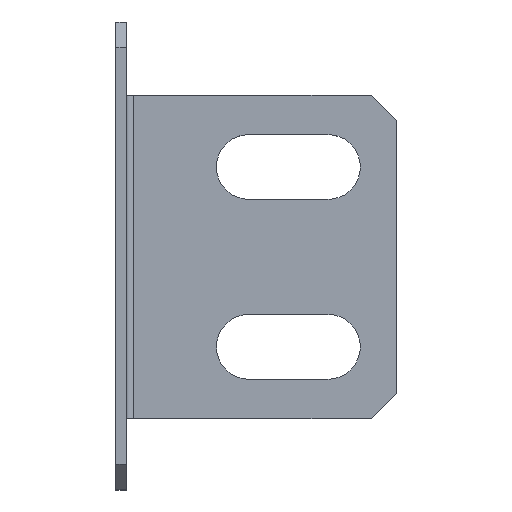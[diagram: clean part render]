
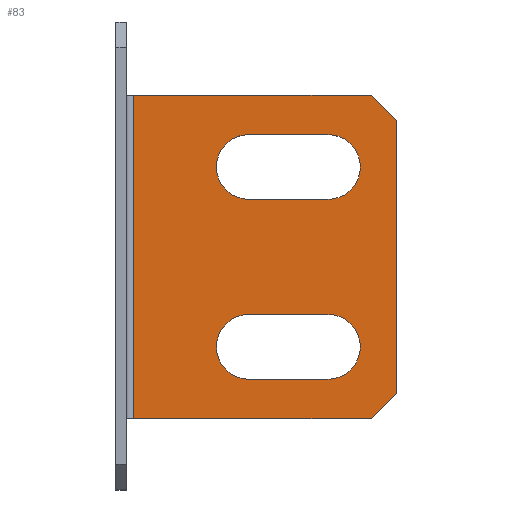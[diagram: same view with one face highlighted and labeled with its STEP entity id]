
A CAD part, top view. The second image highlights one B-rep face of the part: STEP entity #83.
In plain terms, the highlighted planar face has unit normal (0, 0, 1).
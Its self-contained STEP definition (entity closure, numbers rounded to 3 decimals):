
#39 = ORIENTED_EDGE ( 'NONE', *, *, #134, .F. ) ;
#54 = DIRECTION ( 'NONE',  ( 0., -1., 0. ) ) ;
#56 = VECTOR ( 'NONE', #1367, 1000. ) ;
#79 = PLANE ( 'NONE',  #251 ) ;
#81 = DIRECTION ( 'NONE',  ( 0., 0., -1. ) ) ;
#83 = ADVANCED_FACE ( 'NONE', ( #1002, #1103, #96 ), #79, .F. ) ;
#84 = DIRECTION ( 'NONE',  ( 0., 0., 1. ) ) ;
#92 = CARTESIAN_POINT ( 'NONE',  ( 29.5, 12.5, 1.5 ) ) ;
#96 = FACE_OUTER_BOUND ( 'NONE', #130, .T. ) ;
#100 = DIRECTION ( 'NONE',  ( 0., 0., 1. ) ) ;
#105 = DIRECTION ( 'NONE',  ( 1., 0., 0. ) ) ;
#108 = EDGE_CURVE ( 'NONE', #1203, #401, #1355, .T. ) ;
#130 = EDGE_LOOP ( 'NONE', ( #928, #575, #1443, #230, #269, #229 ) ) ;
#134 = EDGE_CURVE ( 'NONE', #942, #1271, #1462, .T. ) ;
#144 = CIRCLE ( 'NONE', #1375, 4.5 ) ;
#163 = VECTOR ( 'NONE', #543, 1000. ) ;
#166 = CARTESIAN_POINT ( 'NONE',  ( 39., 19., 1.5 ) ) ;
#178 = ORIENTED_EDGE ( 'NONE', *, *, #483, .F. ) ;
#195 = VERTEX_POINT ( 'NONE', #915 ) ;
#224 = EDGE_CURVE ( 'NONE', #401, #1281, #309, .T. ) ;
#229 = ORIENTED_EDGE ( 'NONE', *, *, #248, .T. ) ;
#230 = ORIENTED_EDGE ( 'NONE', *, *, #1073, .T. ) ;
#231 = CARTESIAN_POINT ( 'NONE',  ( 29.5, -12.5, 1.5 ) ) ;
#237 = LINE ( 'NONE', #1466, #704 ) ;
#248 = EDGE_CURVE ( 'NONE', #321, #1130, #419, .T. ) ;
#251 = AXIS2_PLACEMENT_3D ( 'NONE', #1446, #81, #1012 ) ;
#269 = ORIENTED_EDGE ( 'NONE', *, *, #1009, .F. ) ;
#289 = CARTESIAN_POINT ( 'NONE',  ( 29.5, -17., 1.5 ) ) ;
#308 = VERTEX_POINT ( 'NONE', #481 ) ;
#309 = CIRCLE ( 'NONE', #1368, 4.5 ) ;
#321 = VERTEX_POINT ( 'NONE', #934 ) ;
#323 = LINE ( 'NONE', #1227, #163 ) ;
#324 = CARTESIAN_POINT ( 'NONE',  ( 18.5, 12.5, 1.5 ) ) ;
#350 = AXIS2_PLACEMENT_3D ( 'NONE', #766, #84, #1216 ) ;
#352 = DIRECTION ( 'NONE',  ( 0.707, 0.707, 0. ) ) ;
#360 = ORIENTED_EDGE ( 'NONE', *, *, #901, .F. ) ;
#401 = VERTEX_POINT ( 'NONE', #1412 ) ;
#416 = EDGE_CURVE ( 'NONE', #1271, #667, #453, .T. ) ;
#419 = LINE ( 'NONE', #1250, #1123 ) ;
#422 = CARTESIAN_POINT ( 'NONE',  ( 29.5, 17., 1.5 ) ) ;
#427 = VERTEX_POINT ( 'NONE', #166 ) ;
#437 = DIRECTION ( 'NONE',  ( 1., 0., 0. ) ) ;
#447 = DIRECTION ( 'NONE',  ( 0., 0., 1. ) ) ;
#453 = LINE ( 'NONE', #1293, #876 ) ;
#456 = AXIS2_PLACEMENT_3D ( 'NONE', #1001, #895, #1238 ) ;
#457 = DIRECTION ( 'NONE',  ( -1., 0., 0. ) ) ;
#458 = DIRECTION ( 'NONE',  ( 0., 0., 1. ) ) ;
#469 = DIRECTION ( 'NONE',  ( -1., 0., 0. ) ) ;
#481 = CARTESIAN_POINT ( 'NONE',  ( 18.5, -8., 1.5 ) ) ;
#483 = EDGE_CURVE ( 'NONE', #1281, #308, #1352, .T. ) ;
#491 = VERTEX_POINT ( 'NONE', #1193 ) ;
#509 = EDGE_CURVE ( 'NONE', #667, #898, #144, .T. ) ;
#526 = CARTESIAN_POINT ( 'NONE',  ( 18.5, 8., 1.5 ) ) ;
#543 = DIRECTION ( 'NONE',  ( -0.707, 0.707, 0. ) ) ;
#575 = ORIENTED_EDGE ( 'NONE', *, *, #820, .T. ) ;
#581 = CARTESIAN_POINT ( 'NONE',  ( 2.5, 32.5, 1.5 ) ) ;
#597 = VECTOR ( 'NONE', #926, 1000. ) ;
#610 = ORIENTED_EDGE ( 'NONE', *, *, #1197, .F. ) ;
#613 = CARTESIAN_POINT ( 'NONE',  ( 29.5, 8., 1.5 ) ) ;
#633 = VECTOR ( 'NONE', #457, 1000. ) ;
#634 = CARTESIAN_POINT ( 'NONE',  ( 2.5, 22.5, 1.5 ) ) ;
#665 = DIRECTION ( 'NONE',  ( 1., 0., 0. ) ) ;
#667 = VERTEX_POINT ( 'NONE', #967 ) ;
#684 = ORIENTED_EDGE ( 'NONE', *, *, #841, .F. ) ;
#704 = VECTOR ( 'NONE', #665, 1000. ) ;
#730 = DIRECTION ( 'NONE',  ( -1., 0., 0. ) ) ;
#734 = DIRECTION ( 'NONE',  ( -1., 0., 0. ) ) ;
#736 = CARTESIAN_POINT ( 'NONE',  ( 18.5, -12.5, 1.5 ) ) ;
#737 = ORIENTED_EDGE ( 'NONE', *, *, #108, .F. ) ;
#738 = EDGE_CURVE ( 'NONE', #427, #1130, #1065, .T. ) ;
#765 = VECTOR ( 'NONE', #54, 1000. ) ;
#766 = CARTESIAN_POINT ( 'NONE',  ( 29.5, 12.5, 1.5 ) ) ;
#779 = LINE ( 'NONE', #581, #597 ) ;
#803 = CARTESIAN_POINT ( 'NONE',  ( 39., -19., 1.5 ) ) ;
#820 = EDGE_CURVE ( 'NONE', #427, #195, #323, .T. ) ;
#841 = EDGE_CURVE ( 'NONE', #1027, #942, #1441, .T. ) ;
#844 = AXIS2_PLACEMENT_3D ( 'NONE', #736, #1305, #1200 ) ;
#862 = CARTESIAN_POINT ( 'NONE',  ( 18.5, -17., 1.5 ) ) ;
#874 = VECTOR ( 'NONE', #437, 1000. ) ;
#876 = VECTOR ( 'NONE', #730, 1000. ) ;
#895 = DIRECTION ( 'NONE',  ( 0., 0., 1. ) ) ;
#898 = VERTEX_POINT ( 'NONE', #526 ) ;
#901 = EDGE_CURVE ( 'NONE', #1274, #1203, #1166, .T. ) ;
#915 = CARTESIAN_POINT ( 'NONE',  ( 35.5, 22.5, 1.5 ) ) ;
#924 = CIRCLE ( 'NONE', #844, 4.5 ) ;
#926 = DIRECTION ( 'NONE',  ( 0., -1., 0. ) ) ;
#928 = ORIENTED_EDGE ( 'NONE', *, *, #738, .F. ) ;
#934 = CARTESIAN_POINT ( 'NONE',  ( 35.5, -22.5, 1.5 ) ) ;
#939 = LINE ( 'NONE', #1140, #633 ) ;
#942 = VERTEX_POINT ( 'NONE', #1463 ) ;
#966 = CARTESIAN_POINT ( 'NONE',  ( 29.5, -8., 1.5 ) ) ;
#967 = CARTESIAN_POINT ( 'NONE',  ( 18.5, 17., 1.5 ) ) ;
#990 = EDGE_CURVE ( 'NONE', #898, #1027, #237, .T. ) ;
#996 = CARTESIAN_POINT ( 'NONE',  ( 18.5, -17., 1.5 ) ) ;
#1001 = CARTESIAN_POINT ( 'NONE',  ( 29.5, -12.5, 1.5 ) ) ;
#1002 = FACE_BOUND ( 'NONE', #1077, .T. ) ;
#1009 = EDGE_CURVE ( 'NONE', #321, #491, #939, .T. ) ;
#1012 = DIRECTION ( 'NONE',  ( -1., 0., 0. ) ) ;
#1024 = EDGE_CURVE ( 'NONE', #195, #1221, #1138, .T. ) ;
#1027 = VERTEX_POINT ( 'NONE', #613 ) ;
#1065 = LINE ( 'NONE', #1206, #765 ) ;
#1066 = VECTOR ( 'NONE', #734, 1000. ) ;
#1069 = ORIENTED_EDGE ( 'NONE', *, *, #509, .F. ) ;
#1073 = EDGE_CURVE ( 'NONE', #1221, #491, #779, .T. ) ;
#1077 = EDGE_LOOP ( 'NONE', ( #360, #610, #178, #1185, #737 ) ) ;
#1103 = FACE_BOUND ( 'NONE', #1346, .T. ) ;
#1123 = VECTOR ( 'NONE', #352, 1000. ) ;
#1130 = VERTEX_POINT ( 'NONE', #803 ) ;
#1138 = LINE ( 'NONE', #1362, #56 ) ;
#1140 = CARTESIAN_POINT ( 'NONE',  ( 39.001, -22.5, 1.5 ) ) ;
#1161 = ORIENTED_EDGE ( 'NONE', *, *, #416, .F. ) ;
#1166 = LINE ( 'NONE', #996, #874 ) ;
#1185 = ORIENTED_EDGE ( 'NONE', *, *, #224, .F. ) ;
#1193 = CARTESIAN_POINT ( 'NONE',  ( 2.5, -22.5, 1.5 ) ) ;
#1197 = EDGE_CURVE ( 'NONE', #308, #1274, #924, .T. ) ;
#1200 = DIRECTION ( 'NONE',  ( -1., 0., 0. ) ) ;
#1203 = VERTEX_POINT ( 'NONE', #289 ) ;
#1206 = CARTESIAN_POINT ( 'NONE',  ( 39., 32.5, 1.5 ) ) ;
#1216 = DIRECTION ( 'NONE',  ( 1., 0., 0. ) ) ;
#1221 = VERTEX_POINT ( 'NONE', #634 ) ;
#1222 = ORIENTED_EDGE ( 'NONE', *, *, #990, .F. ) ;
#1227 = CARTESIAN_POINT ( 'NONE',  ( 39., 19., 1.5 ) ) ;
#1237 = DIRECTION ( 'NONE',  ( 1., 0., 0. ) ) ;
#1238 = DIRECTION ( 'NONE',  ( -1., 0., 0. ) ) ;
#1250 = CARTESIAN_POINT ( 'NONE',  ( 39., -19., 1.5 ) ) ;
#1271 = VERTEX_POINT ( 'NONE', #422 ) ;
#1274 = VERTEX_POINT ( 'NONE', #862 ) ;
#1281 = VERTEX_POINT ( 'NONE', #966 ) ;
#1293 = CARTESIAN_POINT ( 'NONE',  ( 18.5, 17., 1.5 ) ) ;
#1305 = DIRECTION ( 'NONE',  ( 0., 0., 1. ) ) ;
#1313 = AXIS2_PLACEMENT_3D ( 'NONE', #92, #100, #105 ) ;
#1346 = EDGE_LOOP ( 'NONE', ( #1222, #1069, #1161, #39, #684 ) ) ;
#1352 = LINE ( 'NONE', #1416, #1066 ) ;
#1355 = CIRCLE ( 'NONE', #456, 4.5 ) ;
#1362 = CARTESIAN_POINT ( 'NONE',  ( 0., 22.5, 1.5 ) ) ;
#1367 = DIRECTION ( 'NONE',  ( -1., 0., 0. ) ) ;
#1368 = AXIS2_PLACEMENT_3D ( 'NONE', #231, #458, #469 ) ;
#1375 = AXIS2_PLACEMENT_3D ( 'NONE', #324, #447, #1237 ) ;
#1412 = CARTESIAN_POINT ( 'NONE',  ( 34., -12.5, 1.5 ) ) ;
#1416 = CARTESIAN_POINT ( 'NONE',  ( 18.5, -8., 1.5 ) ) ;
#1441 = CIRCLE ( 'NONE', #350, 4.5 ) ;
#1443 = ORIENTED_EDGE ( 'NONE', *, *, #1024, .T. ) ;
#1446 = CARTESIAN_POINT ( 'NONE',  ( 0., 32.5, 1.5 ) ) ;
#1462 = CIRCLE ( 'NONE', #1313, 4.5 ) ;
#1463 = CARTESIAN_POINT ( 'NONE',  ( 34., 12.5, 1.5 ) ) ;
#1466 = CARTESIAN_POINT ( 'NONE',  ( 18.5, 8., 1.5 ) ) ;
